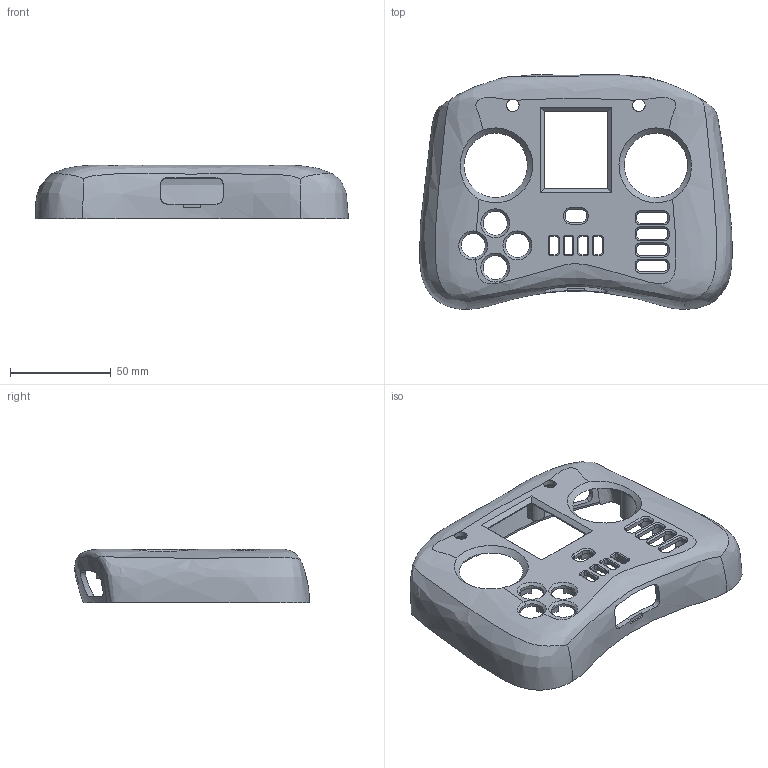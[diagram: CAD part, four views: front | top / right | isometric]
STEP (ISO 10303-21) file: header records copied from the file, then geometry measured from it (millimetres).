
FILE_DESCRIPTION(/* description */ (''),/* implementation_level */ '2;1');
FILE_NAME(/* name */ 'Case top.step',/* time_stamp */ '2025-07-30T13:24:18+07:00',/* author */ (''),/* organization */ (''),/* preprocessor_version */ 'ST-DEVELOPER v20.1',/* originating_system */ 'Autodesk Translation Framework v14.10.0.0',/* authorisation */ '');
FILE_SCHEMA (('AUTOMOTIVE_DESIGN { 1 0 10303 214 3 1 1 }'));
Length unit declared in the file: millimetre
Products named in the file (1): Case
Bounding box: 155.44 x 116.61 x 26.6 mm (x, y, z)
Volume: 56742.4 mm3; surface area: 51136.1 mm2
Topology: 1 solids, 1 shells, 484 faces, 1284 edges, 838 vertices
Faces by surface type: plane 233, cylinder 158, bspline 51, cone 42
Full cylindrical faces by diameter (mm): 3 x4, 3.2 x6, 4.5 x8, 6.2 x2, 7 x4, 8 x4, 8.5 x4, 12 x4
Entity records: 29910 total; most frequent: CARTESIAN_POINT 18568, ORIENTED_EDGE 2568, DIRECTION 1951, EDGE_CURVE 1284, VERTEX_POINT 838, AXIS2_PLACEMENT_3D 670, LINE 611, VECTOR 611
